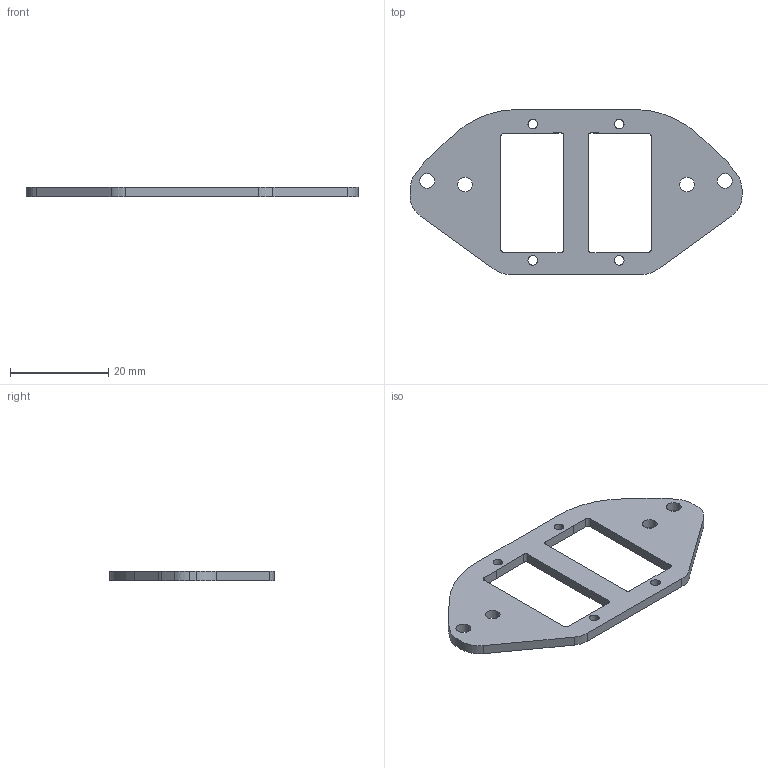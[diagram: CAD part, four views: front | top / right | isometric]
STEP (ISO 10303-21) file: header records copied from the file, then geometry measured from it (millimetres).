
FILE_DESCRIPTION (( 'STEP AP203' ), '1' );
FILE_NAME ('link_1.STEP', '2023-09-26T07:08:57', ( '' ), ( '' ), 'SwSTEP 2.0', 'SolidWorks 2018', '' );
FILE_SCHEMA (( 'CONFIG_CONTROL_DESIGN' ));
Length unit declared in the file: millimetre
Products named in the file (1): Pièce13
Bounding box: 67.44 x 33.52 x 2 mm (x, y, z)
Volume: 2278.6 mm3; surface area: 3023.9 mm2
Topology: 1 solids, 1 shells, 56 faces, 162 edges, 108 vertices
Faces by surface type: cylinder 26, plane 22, bspline 8
Entity records: 2055 total; most frequent: CARTESIAN_POINT 463, ORIENTED_EDGE 324, DIRECTION 296, EDGE_CURVE 162, VERTEX_POINT 108, AXIS2_PLACEMENT_3D 101, VECTOR 94, LINE 94
